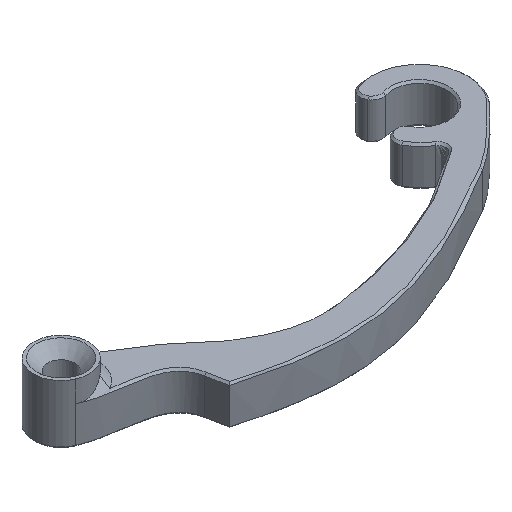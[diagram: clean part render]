
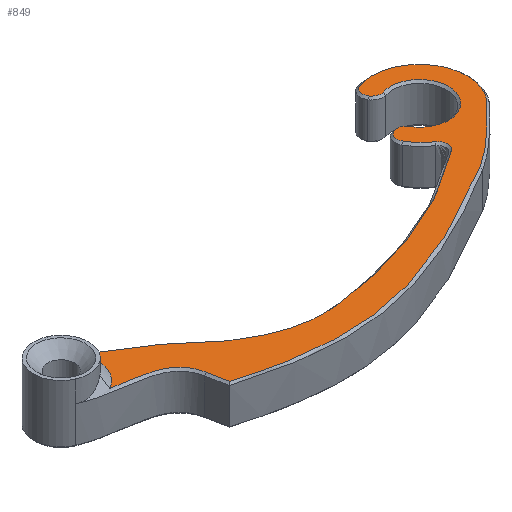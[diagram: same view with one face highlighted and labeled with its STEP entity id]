
A CAD part, isometric view. The second image highlights one B-rep face of the part: STEP entity #849.
In plain terms, the highlighted planar face has unit normal (0, 0, 1).
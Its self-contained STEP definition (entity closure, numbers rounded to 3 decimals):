
#29=PLANE('',#951);
#106=FACE_OUTER_BOUND('',#161,.T.);
#161=EDGE_LOOP('',(#735,#736,#737,#738,#739,#740,#741,#742,#743,#744,#745,
#746,#747,#748,#749));
#175=B_SPLINE_CURVE_WITH_KNOTS('',3,(#1240,#1241,#1242,#1243,#1244,#1245,
#1246,#1247,#1248,#1249),.UNSPECIFIED.,.F.,.F.,(4,1,1,1,1,2,4),(-1.,
-0.8,-0.6,-0.4,-0.2,
0.,0.),.UNSPECIFIED.);
#176=B_SPLINE_CURVE_WITH_KNOTS('',3,(#1281,#1282,#1283,#1284,#1285,#1286,
#1287),.UNSPECIFIED.,.F.,.F.,(4,1,1,1,4),(-1.,-0.714,
-0.571,-0.286,0.),
 .UNSPECIFIED.);
#210=B_SPLINE_CURVE_WITH_KNOTS('',3,(#2361,#2362,#2363,#2364,#2365,#2366,
#2367,#2368,#2369,#2370,#2371,#2372),.UNSPECIFIED.,.F.,.F.,(4,2,2,2,2,4),
(0.,0.039,0.078,0.117,0.154,
0.191),.UNSPECIFIED.);
#211=B_SPLINE_CURVE_WITH_KNOTS('',3,(#2374,#2375,#2376,#2377,#2378,#2379,
#2380,#2381,#2382,#2383,#2384),.UNSPECIFIED.,.F.,.F.,(4,1,1,1,1,1,1,1,4),
(0.,0.035,0.139,0.279,
0.418,0.557,0.836,0.87,
0.975),.UNSPECIFIED.);
#212=B_SPLINE_CURVE_WITH_KNOTS('',3,(#2385,#2386,#2387,#2388,#2389,#2390),
 .UNSPECIFIED.,.F.,.F.,(4,2,4),(0.322,0.517,1.045),
 .UNSPECIFIED.);
#213=B_SPLINE_CURVE_WITH_KNOTS('',3,(#2391,#2392,#2393,#2394,#2395,#2396,
#2397,#2398,#2399,#2400,#2401,#2402,#2403,#2404,#2405,#2406,#2407,#2408,
#2409),.UNSPECIFIED.,.F.,.F.,(4,3,3,3,3,3,4),(0.,0.183,0.365,
0.548,0.73,0.913,0.932),
 .UNSPECIFIED.);
#231=LINE('',#1423,#273);
#273=VECTOR('',#1042,10.);
#301=CIRCLE('',#887,3.665);
#302=CIRCLE('',#889,1.167);
#304=CIRCLE('',#892,6.);
#306=CIRCLE('',#895,1.167);
#308=CIRCLE('',#898,1.167);
#310=CIRCLE('',#901,3.665);
#319=CIRCLE('',#918,4.502);
#336=CIRCLE('',#952,6.);
#340=VERTEX_POINT('',#1162);
#341=VERTEX_POINT('',#1164);
#343=VERTEX_POINT('',#1172);
#344=VERTEX_POINT('',#1219);
#347=VERTEX_POINT('',#1238);
#349=VERTEX_POINT('',#1279);
#351=VERTEX_POINT('',#1297);
#353=VERTEX_POINT('',#1303);
#355=VERTEX_POINT('',#1309);
#365=VERTEX_POINT('',#1422);
#367=VERTEX_POINT('',#1431);
#370=VERTEX_POINT('',#1442);
#407=VERTEX_POINT('',#2358);
#408=VERTEX_POINT('',#2360);
#409=VERTEX_POINT('',#2373);
#413=EDGE_CURVE('',#340,#341,#301,.T.);
#416=EDGE_CURVE('',#343,#340,#302,.T.);
#421=EDGE_CURVE('',#347,#344,#175,.T.);
#423=EDGE_CURVE('',#349,#347,#176,.T.);
#426=EDGE_CURVE('',#351,#349,#304,.T.);
#429=EDGE_CURVE('',#353,#351,#306,.T.);
#432=EDGE_CURVE('',#355,#353,#308,.T.);
#434=EDGE_CURVE('',#341,#355,#310,.T.);
#453=EDGE_CURVE('',#344,#365,#231,.T.);
#459=EDGE_CURVE('',#370,#367,#319,.T.);
#525=EDGE_CURVE('',#407,#343,#336,.T.);
#526=EDGE_CURVE('',#408,#407,#210,.T.);
#527=EDGE_CURVE('',#409,#408,#211,.T.);
#528=EDGE_CURVE('',#367,#409,#212,.T.);
#529=EDGE_CURVE('',#365,#370,#213,.T.);
#735=ORIENTED_EDGE('',*,*,#525,.F.);
#736=ORIENTED_EDGE('',*,*,#526,.F.);
#737=ORIENTED_EDGE('',*,*,#527,.F.);
#738=ORIENTED_EDGE('',*,*,#528,.F.);
#739=ORIENTED_EDGE('',*,*,#459,.F.);
#740=ORIENTED_EDGE('',*,*,#529,.F.);
#741=ORIENTED_EDGE('',*,*,#453,.F.);
#742=ORIENTED_EDGE('',*,*,#421,.F.);
#743=ORIENTED_EDGE('',*,*,#423,.F.);
#744=ORIENTED_EDGE('',*,*,#426,.F.);
#745=ORIENTED_EDGE('',*,*,#429,.F.);
#746=ORIENTED_EDGE('',*,*,#432,.F.);
#747=ORIENTED_EDGE('',*,*,#434,.F.);
#748=ORIENTED_EDGE('',*,*,#413,.F.);
#749=ORIENTED_EDGE('',*,*,#416,.F.);
#849=ADVANCED_FACE('',(#106),#29,.T.);
#887=AXIS2_PLACEMENT_3D('',#1165,#970,#971);
#889=AXIS2_PLACEMENT_3D('',#1177,#974,#975);
#892=AXIS2_PLACEMENT_3D('',#1299,#983,#984);
#895=AXIS2_PLACEMENT_3D('',#1305,#990,#991);
#898=AXIS2_PLACEMENT_3D('',#1311,#997,#998);
#901=AXIS2_PLACEMENT_3D('',#1314,#1003,#1004);
#918=AXIS2_PLACEMENT_3D('',#1447,#1048,#1049);
#951=AXIS2_PLACEMENT_3D('',#2357,#1136,#1137);
#952=AXIS2_PLACEMENT_3D('',#2359,#1138,#1139);
#970=DIRECTION('center_axis',(0.,0.,1.));
#971=DIRECTION('ref_axis',(-0.86,-0.511,0.));
#974=DIRECTION('center_axis',(0.,0.,-1.));
#975=DIRECTION('ref_axis',(-0.86,-0.51,0.));
#983=DIRECTION('center_axis',(0.,0.,-1.));
#984=DIRECTION('ref_axis',(0.757,-0.654,0.));
#990=DIRECTION('center_axis',(0.,0.,-1.));
#991=DIRECTION('ref_axis',(-0.296,0.955,0.));
#997=DIRECTION('center_axis',(0.,0.,-1.));
#998=DIRECTION('ref_axis',(-0.855,-0.518,0.));
#1003=DIRECTION('center_axis',(0.,0.,1.));
#1004=DIRECTION('ref_axis',(0.691,-0.723,0.));
#1042=DIRECTION('',(-0.191,0.982,0.));
#1048=DIRECTION('center_axis',(0.,0.,1.));
#1049=DIRECTION('ref_axis',(0.982,0.191,0.));
#1136=DIRECTION('center_axis',(0.,0.,1.));
#1137=DIRECTION('ref_axis',(-0.982,-0.191,0.));
#1138=DIRECTION('center_axis',(0.,0.,-1.));
#1139=DIRECTION('ref_axis',(-0.871,-0.491,0.));
#1162=CARTESIAN_POINT('',(49.751,5.818,5.));
#1164=CARTESIAN_POINT('',(55.472,5.075,5.));
#1165=CARTESIAN_POINT('Origin',(52.903,7.689,5.));
#1172=CARTESIAN_POINT('',(47.751,4.615,5.));
#1177=CARTESIAN_POINT('Origin',(48.747,5.223,5.));
#1219=CARTESIAN_POINT('',(10.554,-10.681,5.));
#1238=CARTESIAN_POINT('',(49.816,-3.043,5.));
#1240=CARTESIAN_POINT('Ctrl Pts',(49.816,-3.043,5.));
#1241=CARTESIAN_POINT('Ctrl Pts',(47.009,-4.786,5.));
#1242=CARTESIAN_POINT('Ctrl Pts',(41.532,-7.874,5.));
#1243=CARTESIAN_POINT('Ctrl Pts',(33.742,-11.206,5.));
#1244=CARTESIAN_POINT('Ctrl Pts',(26.289,-12.892,5.));
#1245=CARTESIAN_POINT('Ctrl Pts',(18.644,-12.727,5.));
#1246=CARTESIAN_POINT('Ctrl Pts',(13.29,-11.529,5.));
#1247=CARTESIAN_POINT('Ctrl Pts',(10.554,-10.681,5.));
#1248=CARTESIAN_POINT('Ctrl Pts',(10.554,-10.681,5.));
#1249=CARTESIAN_POINT('Ctrl Pts',(10.554,-10.681,5.));
#1279=CARTESIAN_POINT('',(57.478,3.801,5.));
#1281=CARTESIAN_POINT('Ctrl Pts',(57.478,3.801,5.));
#1282=CARTESIAN_POINT('Ctrl Pts',(57.224,3.507,5.));
#1283=CARTESIAN_POINT('Ctrl Pts',(56.472,2.711,5.));
#1284=CARTESIAN_POINT('Ctrl Pts',(54.622,0.877,5.));
#1285=CARTESIAN_POINT('Ctrl Pts',(52.41,-1.185,5.));
#1286=CARTESIAN_POINT('Ctrl Pts',(50.649,-2.527,5.));
#1287=CARTESIAN_POINT('Ctrl Pts',(49.816,-3.043,5.));
#1297=CARTESIAN_POINT('',(51.17,13.458,5.));
#1299=CARTESIAN_POINT('Origin',(52.939,7.725,5.));
#1303=CARTESIAN_POINT('',(50.516,11.738,5.));
#1305=CARTESIAN_POINT('Origin',(51.515,12.343,5.));
#1309=CARTESIAN_POINT('',(51.86,11.228,5.));
#1311=CARTESIAN_POINT('Origin',(51.515,12.343,5.));
#1314=CARTESIAN_POINT('Origin',(52.939,7.725,5.));
#1422=CARTESIAN_POINT('',(10.077,-8.229,5.));
#1423=CARTESIAN_POINT('',(9.807,-6.842,5.));
#1431=CARTESIAN_POINT('',(4.215,1.582,5.));
#1442=CARTESIAN_POINT('',(2.214,-3.92,5.));
#1447=CARTESIAN_POINT('Origin',(0.,0.,
5.));
#2357=CARTESIAN_POINT('Origin',(29.702,-1.533,5.));
#2358=CARTESIAN_POINT('',(49.687,2.54,5.));
#2359=CARTESIAN_POINT('Origin',(52.981,7.555,5.));
#2360=CARTESIAN_POINT('',(49.76,0.502,5.));
#2361=CARTESIAN_POINT('Ctrl Pts',(49.76,0.502,5.));
#2362=CARTESIAN_POINT('Ctrl Pts',(49.89,0.601,5.));
#2363=CARTESIAN_POINT('Ctrl Pts',(49.998,0.724,5.));
#2364=CARTESIAN_POINT('Ctrl Pts',(50.162,1.005,5.));
#2365=CARTESIAN_POINT('Ctrl Pts',(50.216,1.161,5.));
#2366=CARTESIAN_POINT('Ctrl Pts',(50.261,1.483,5.));
#2367=CARTESIAN_POINT('Ctrl Pts',(50.252,1.647,5.));
#2368=CARTESIAN_POINT('Ctrl Pts',(50.174,1.955,5.));
#2369=CARTESIAN_POINT('Ctrl Pts',(50.108,2.096,5.));
#2370=CARTESIAN_POINT('Ctrl Pts',(49.928,2.347,5.));
#2371=CARTESIAN_POINT('Ctrl Pts',(49.816,2.455,5.));
#2372=CARTESIAN_POINT('Ctrl Pts',(49.687,2.54,5.));
#2373=CARTESIAN_POINT('',(10.227,-2.263,5.));
#2374=CARTESIAN_POINT('Ctrl Pts',(10.227,-2.263,5.));
#2375=CARTESIAN_POINT('Ctrl Pts',(10.831,-2.849,5.));
#2376=CARTESIAN_POINT('Ctrl Pts',(13.206,-5.04,5.));
#2377=CARTESIAN_POINT('Ctrl Pts',(17.52,-8.056,5.));
#2378=CARTESIAN_POINT('Ctrl Pts',(22.528,-9.434,5.));
#2379=CARTESIAN_POINT('Ctrl Pts',(27.19,-9.063,5.));
#2380=CARTESIAN_POINT('Ctrl Pts',(33.213,-7.786,5.));
#2381=CARTESIAN_POINT('Ctrl Pts',(39.331,-5.903,5.));
#2382=CARTESIAN_POINT('Ctrl Pts',(45.797,-2.318,5.));
#2383=CARTESIAN_POINT('Ctrl Pts',(48.036,-0.817,5.));
#2384=CARTESIAN_POINT('Ctrl Pts',(49.76,0.502,5.));
#2385=CARTESIAN_POINT('Ctrl Pts',(4.215,1.582,5.));
#2386=CARTESIAN_POINT('Ctrl Pts',(4.773,1.274,5.));
#2387=CARTESIAN_POINT('Ctrl Pts',(5.324,0.948,5.));
#2388=CARTESIAN_POINT('Ctrl Pts',(7.373,-0.322,5.));
#2389=CARTESIAN_POINT('Ctrl Pts',(8.814,-1.332,5.));
#2390=CARTESIAN_POINT('Ctrl Pts',(10.227,-2.263,5.));
#2391=CARTESIAN_POINT('Ctrl Pts',(10.077,-8.229,5.));
#2392=CARTESIAN_POINT('Ctrl Pts',(9.94,-7.524,5.));
#2393=CARTESIAN_POINT('Ctrl Pts',(9.695,-6.939,5.));
#2394=CARTESIAN_POINT('Ctrl Pts',(9.354,-6.462,5.));
#2395=CARTESIAN_POINT('Ctrl Pts',(9.014,-5.985,5.));
#2396=CARTESIAN_POINT('Ctrl Pts',(8.578,-5.616,5.));
#2397=CARTESIAN_POINT('Ctrl Pts',(8.073,-5.325,5.));
#2398=CARTESIAN_POINT('Ctrl Pts',(7.567,-5.034,5.));
#2399=CARTESIAN_POINT('Ctrl Pts',(6.992,-4.822,5.));
#2400=CARTESIAN_POINT('Ctrl Pts',(6.376,-4.655,5.));
#2401=CARTESIAN_POINT('Ctrl Pts',(5.761,-4.489,5.));
#2402=CARTESIAN_POINT('Ctrl Pts',(5.105,-4.368,5.));
#2403=CARTESIAN_POINT('Ctrl Pts',(4.438,-4.261,5.));
#2404=CARTESIAN_POINT('Ctrl Pts',(3.77,-4.154,5.));
#2405=CARTESIAN_POINT('Ctrl Pts',(3.091,-4.062,5.));
#2406=CARTESIAN_POINT('Ctrl Pts',(2.427,-3.954,5.));
#2407=CARTESIAN_POINT('Ctrl Pts',(2.356,-3.942,5.));
#2408=CARTESIAN_POINT('Ctrl Pts',(2.285,-3.931,5.));
#2409=CARTESIAN_POINT('Ctrl Pts',(2.215,-3.919,5.));
